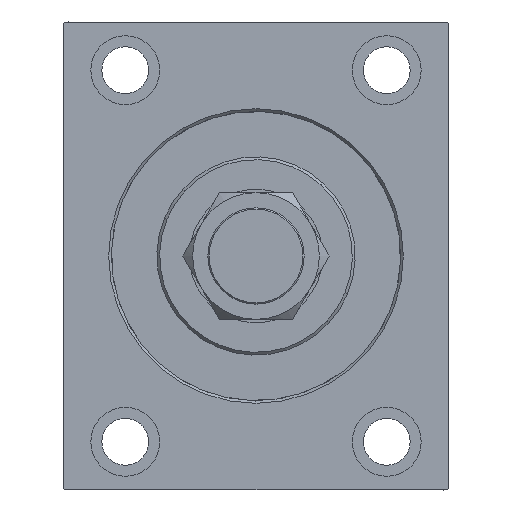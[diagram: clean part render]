
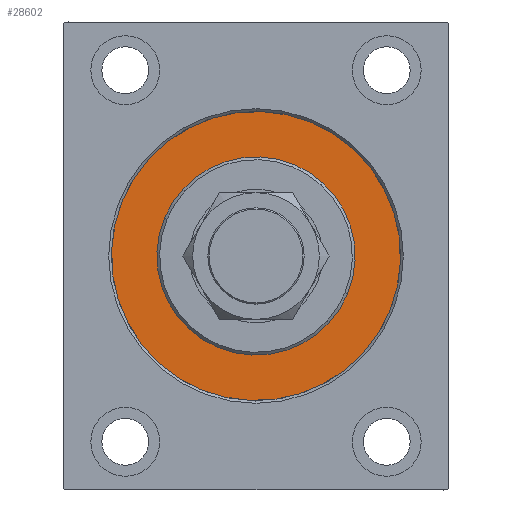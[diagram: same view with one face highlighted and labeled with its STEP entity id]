
A CAD part, left-side view. The second image highlights one B-rep face of the part: STEP entity #28602.
In plain terms, the highlighted face is planar.
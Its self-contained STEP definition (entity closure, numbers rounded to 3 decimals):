
#42 = CARTESIAN_POINT ( 'NONE',  ( 0., 0., 0. ) ) ;
#611 = DIRECTION ( 'NONE',  ( 1., 0., 0. ) ) ;
#613 = ORIENTED_EDGE ( 'NONE', *, *, #32562, .F. ) ;
#1386 = DIRECTION ( 'NONE',  ( -1., 0., 0. ) ) ;
#2769 = AXIS2_PLACEMENT_3D ( 'NONE', #39241, #21365, #25073 ) ;
#3158 = VERTEX_POINT ( 'NONE', #25421 ) ;
#3598 = VERTEX_POINT ( 'NONE', #40926 ) ;
#7680 = PLANE ( 'NONE',  #36687 ) ;
#7821 = AXIS2_PLACEMENT_3D ( 'NONE', #42, #1386, #11798 ) ;
#8691 = AXIS2_PLACEMENT_3D ( 'NONE', #45343, #17053, #23549 ) ;
#9167 = EDGE_CURVE ( 'NONE', #3158, #3598, #21822, .T. ) ;
#11798 = DIRECTION ( 'NONE',  ( 0., 0., 1. ) ) ;
#14740 = DIRECTION ( 'NONE',  ( 0., 0., -1. ) ) ;
#16840 = CIRCLE ( 'NONE', #8691, 52.5 ) ;
#17053 = DIRECTION ( 'NONE',  ( -1., 0., 0. ) ) ;
#17749 = CARTESIAN_POINT ( 'NONE',  ( 0., 0., 52.5 ) ) ;
#18204 = EDGE_LOOP ( 'NONE', ( #32827, #23518 ) ) ;
#18284 = CIRCLE ( 'NONE', #2769, 36. ) ;
#18292 = CARTESIAN_POINT ( 'NONE',  ( 0., 0., -52.5 ) ) ;
#19854 = EDGE_LOOP ( 'NONE', ( #613, #22770 ) ) ;
#20902 = VERTEX_POINT ( 'NONE', #17749 ) ;
#21061 = AXIS2_PLACEMENT_3D ( 'NONE', #45615, #611, #14740 ) ;
#21365 = DIRECTION ( 'NONE',  ( 1., 0., 0. ) ) ;
#21822 = CIRCLE ( 'NONE', #21061, 36. ) ;
#22275 = DIRECTION ( 'NONE',  ( -1., 0., 0. ) ) ;
#22770 = ORIENTED_EDGE ( 'NONE', *, *, #9167, .F. ) ;
#23518 = ORIENTED_EDGE ( 'NONE', *, *, #33204, .F. ) ;
#23549 = DIRECTION ( 'NONE',  ( 0., 0., 1. ) ) ;
#25073 = DIRECTION ( 'NONE',  ( 0., 0., -1. ) ) ;
#25421 = CARTESIAN_POINT ( 'NONE',  ( 0., 0., -36. ) ) ;
#25760 = FACE_OUTER_BOUND ( 'NONE', #18204, .T. ) ;
#25988 = DIRECTION ( 'NONE',  ( 0., 0., 1. ) ) ;
#27807 = CIRCLE ( 'NONE', #7821, 52.5 ) ;
#28602 = ADVANCED_FACE ( 'NONE', ( #43410, #25760 ), #7680, .F. ) ;
#29462 = CARTESIAN_POINT ( 'NONE',  ( 0., 0., 0. ) ) ;
#29796 = EDGE_CURVE ( 'NONE', #44333, #20902, #27807, .T. ) ;
#32562 = EDGE_CURVE ( 'NONE', #3598, #3158, #18284, .T. ) ;
#32827 = ORIENTED_EDGE ( 'NONE', *, *, #29796, .F. ) ;
#33204 = EDGE_CURVE ( 'NONE', #20902, #44333, #16840, .T. ) ;
#36687 = AXIS2_PLACEMENT_3D ( 'NONE', #29462, #22275, #25988 ) ;
#39241 = CARTESIAN_POINT ( 'NONE',  ( 0., 0., 0. ) ) ;
#40926 = CARTESIAN_POINT ( 'NONE',  ( 0., 0., 36. ) ) ;
#43410 = FACE_BOUND ( 'NONE', #19854, .T. ) ;
#44333 = VERTEX_POINT ( 'NONE', #18292 ) ;
#45343 = CARTESIAN_POINT ( 'NONE',  ( 0., 0., 0. ) ) ;
#45615 = CARTESIAN_POINT ( 'NONE',  ( 0., 0., 0. ) ) ;
